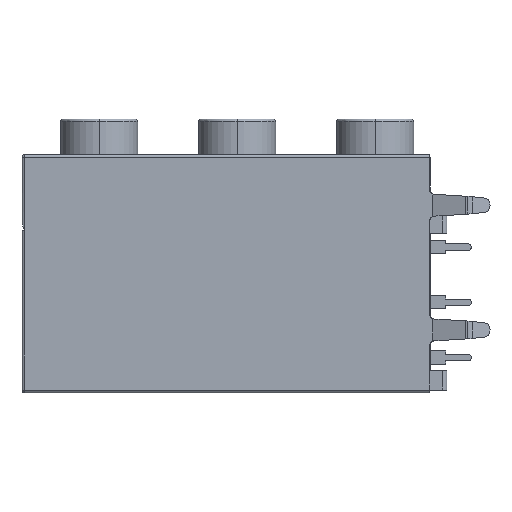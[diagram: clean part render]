
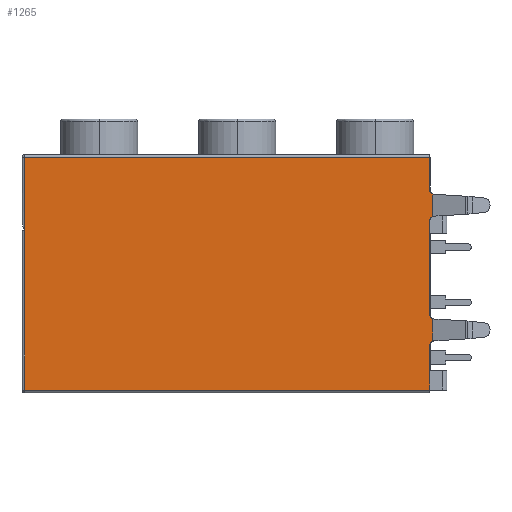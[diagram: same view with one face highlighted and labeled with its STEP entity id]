
A CAD part, left-side view. The second image highlights one B-rep face of the part: STEP entity #1265.
In plain terms, the highlighted planar face has unit normal (-1, 0, 0).
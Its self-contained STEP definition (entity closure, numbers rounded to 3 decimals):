
#31 = ORIENTED_EDGE ( 'NONE', *, *, #1121, .T. ) ;
#66 = CARTESIAN_POINT ( 'NONE',  ( -6.3, 38.5, -21.35 ) ) ;
#67 = VERTEX_POINT ( 'NONE', #2602 ) ;
#299 = CARTESIAN_POINT ( 'NONE',  ( -6.3, 38.5, -0.25 ) ) ;
#380 = CARTESIAN_POINT ( 'NONE',  ( -6.3, 1.456, -16.982 ) ) ;
#441 = CARTESIAN_POINT ( 'NONE',  ( -6.3, 1.3, -16.919 ) ) ;
#469 = CARTESIAN_POINT ( 'NONE',  ( -6.3, 1.55, -21.6 ) ) ;
#550 = CARTESIAN_POINT ( 'NONE',  ( -6.3, 1.3, -16.919 ) ) ;
#599 = CARTESIAN_POINT ( 'NONE',  ( -6.3, 38.25, -21.6 ) ) ;
#656 =( BOUNDED_CURVE ( )  B_SPLINE_CURVE ( 3, ( #4580, #6489, #380, #550 ),
 .UNSPECIFIED., .F., .T. ) 
 B_SPLINE_CURVE_WITH_KNOTS ( ( 4, 4 ),
 ( 1.571, 2.757 ),
 .UNSPECIFIED. ) 
 CURVE ( )  GEOMETRIC_REPRESENTATION_ITEM ( )  RATIONAL_B_SPLINE_CURVE ( ( 1., 0.886, 0.886, 1. ) ) 
 REPRESENTATION_ITEM ( '' )  );
#739 = PLANE ( 'NONE',  #2956 ) ;
#1086 = CARTESIAN_POINT ( 'NONE',  ( -6.3, 1.55, -14.51 ) ) ;
#1121 = EDGE_CURVE ( 'NONE', #1840, #1823, #5663, .T. ) ;
#1179 = VERTEX_POINT ( 'NONE', #6444 ) ;
#1265 = ADVANCED_FACE ( 'NONE', ( #1793 ), #739, .T. ) ;
#1318 = CARTESIAN_POINT ( 'NONE',  ( -6.3, 1.3, -5.619 ) ) ;
#1490 =( BOUNDED_CURVE ( )  B_SPLINE_CURVE ( 3, ( #7066, #6068, #9466, #2792 ),
 .UNSPECIFIED., .F., .T. ) 
 B_SPLINE_CURVE_WITH_KNOTS ( ( 4, 4 ),
 ( 1.571, 2.757 ),
 .UNSPECIFIED. ) 
 CURVE ( )  GEOMETRIC_REPRESENTATION_ITEM ( )  RATIONAL_B_SPLINE_CURVE ( ( 1., 0.886, 0.886, 1. ) ) 
 REPRESENTATION_ITEM ( '' )  );
#1499 = VERTEX_POINT ( 'NONE', #6090 ) ;
#1506 = CARTESIAN_POINT ( 'NONE',  ( -6.3, 1.55, -14.51 ) ) ;
#1605 = ORIENTED_EDGE ( 'NONE', *, *, #7611, .T. ) ;
#1628 = LINE ( 'NONE', #66, #10770 ) ;
#1793 = FACE_OUTER_BOUND ( 'NONE', #3011, .T. ) ;
#1823 = VERTEX_POINT ( 'NONE', #8787 ) ;
#1840 = VERTEX_POINT ( 'NONE', #1985 ) ;
#1849 = ORIENTED_EDGE ( 'NONE', *, *, #11048, .T. ) ;
#1914 = ORIENTED_EDGE ( 'NONE', *, *, #3411, .T. ) ;
#1923 = VECTOR ( 'NONE', #6743, 1000. ) ;
#1985 = CARTESIAN_POINT ( 'NONE',  ( -6.3, 38.25, -0.25 ) ) ;
#2214 = DIRECTION ( 'NONE',  ( 0., 0., -1. ) ) ;
#2458 = CARTESIAN_POINT ( 'NONE',  ( -6.3, 1.55, -5.99 ) ) ;
#2550 = ORIENTED_EDGE ( 'NONE', *, *, #6745, .T. ) ;
#2602 = CARTESIAN_POINT ( 'NONE',  ( -6.3, 1.3, -14.881 ) ) ;
#2675 = ORIENTED_EDGE ( 'NONE', *, *, #5406, .T. ) ;
#2792 = CARTESIAN_POINT ( 'NONE',  ( -6.3, 1.3, -5.619 ) ) ;
#2805 = EDGE_CURVE ( 'NONE', #1179, #1840, #7984, .T. ) ;
#2845 = ORIENTED_EDGE ( 'NONE', *, *, #9740, .T. ) ;
#2863 = VERTEX_POINT ( 'NONE', #2458 ) ;
#2956 = AXIS2_PLACEMENT_3D ( 'NONE', #6792, #9410, #6015 ) ;
#3011 = EDGE_LOOP ( 'NONE', ( #10244, #10701, #31, #10194, #2675, #6804, #1605, #1849, #5282, #2845, #8436, #1914, #2550 ) ) ;
#3411 = EDGE_CURVE ( 'NONE', #6659, #6435, #5010, .T. ) ;
#3477 = VERTEX_POINT ( 'NONE', #5835 ) ;
#3888 = DIRECTION ( 'NONE',  ( 0., 0., 1. ) ) ;
#3994 = DIRECTION ( 'NONE',  ( 0., 0., 1. ) ) ;
#4176 = CARTESIAN_POINT ( 'NONE',  ( -6.3, 1.55, -3.21 ) ) ;
#4580 = CARTESIAN_POINT ( 'NONE',  ( -6.3, 1.55, -17.29 ) ) ;
#4619 = VECTOR ( 'NONE', #3994, 1000. ) ;
#4702 = LINE ( 'NONE', #5493, #8639 ) ;
#4705 = EDGE_CURVE ( 'NONE', #2863, #6659, #1490, .T. ) ;
#4891 =( BOUNDED_CURVE ( )  B_SPLINE_CURVE ( 3, ( #9646, #7150, #7042, #1086 ),
 .UNSPECIFIED., .F., .T. ) 
 B_SPLINE_CURVE_WITH_KNOTS ( ( 4, 4 ),
 ( 3.526, 4.712 ),
 .UNSPECIFIED. ) 
 CURVE ( )  GEOMETRIC_REPRESENTATION_ITEM ( )  RATIONAL_B_SPLINE_CURVE ( ( 1., 0.886, 0.886, 1. ) ) 
 REPRESENTATION_ITEM ( '' )  );
#4907 = LINE ( 'NONE', #7522, #4619 ) ;
#5010 = LINE ( 'NONE', #8392, #6409 ) ;
#5282 = ORIENTED_EDGE ( 'NONE', *, *, #6460, .T. ) ;
#5332 = VECTOR ( 'NONE', #6302, 1000. ) ;
#5406 = EDGE_CURVE ( 'NONE', #8520, #7498, #1628, .T. ) ;
#5423 = CARTESIAN_POINT ( 'NONE',  ( -6.3, 1.3, -3.581 ) ) ;
#5493 = CARTESIAN_POINT ( 'NONE',  ( -6.3, 38.25, -21.6 ) ) ;
#5525 = DIRECTION ( 'NONE',  ( 0., 0., 1. ) ) ;
#5663 = LINE ( 'NONE', #599, #9405 ) ;
#5835 = CARTESIAN_POINT ( 'NONE',  ( -6.3, 1.55, -17.29 ) ) ;
#5965 = LINE ( 'NONE', #8366, #1923 ) ;
#6015 = DIRECTION ( 'NONE',  ( 0., -1., 0. ) ) ;
#6068 = CARTESIAN_POINT ( 'NONE',  ( -6.3, 1.55, -5.822 ) ) ;
#6090 = CARTESIAN_POINT ( 'NONE',  ( -6.3, 1.55, -3.21 ) ) ;
#6302 = DIRECTION ( 'NONE',  ( 0., 1., 0. ) ) ;
#6409 = VECTOR ( 'NONE', #5525, 1000. ) ;
#6435 = VERTEX_POINT ( 'NONE', #5423 ) ;
#6444 = CARTESIAN_POINT ( 'NONE',  ( -6.3, 1.55, -0.25 ) ) ;
#6460 = EDGE_CURVE ( 'NONE', #67, #8395, #4891, .T. ) ;
#6489 = CARTESIAN_POINT ( 'NONE',  ( -6.3, 1.55, -17.122 ) ) ;
#6659 = VERTEX_POINT ( 'NONE', #1318 ) ;
#6743 = DIRECTION ( 'NONE',  ( 0., 0., 1. ) ) ;
#6745 = EDGE_CURVE ( 'NONE', #6435, #1499, #9442, .T. ) ;
#6792 = CARTESIAN_POINT ( 'NONE',  ( -6.3, 38.5, -21.6 ) ) ;
#6804 = ORIENTED_EDGE ( 'NONE', *, *, #10348, .T. ) ;
#6824 = CARTESIAN_POINT ( 'NONE',  ( -6.3, 1.55, -21.35 ) ) ;
#7042 = CARTESIAN_POINT ( 'NONE',  ( -6.3, 1.55, -14.678 ) ) ;
#7066 = CARTESIAN_POINT ( 'NONE',  ( -6.3, 1.55, -5.99 ) ) ;
#7150 = CARTESIAN_POINT ( 'NONE',  ( -6.3, 1.456, -14.818 ) ) ;
#7364 = LINE ( 'NONE', #469, #9921 ) ;
#7498 = VERTEX_POINT ( 'NONE', #6824 ) ;
#7522 = CARTESIAN_POINT ( 'NONE',  ( -6.3, 1.55, -21.6 ) ) ;
#7611 = EDGE_CURVE ( 'NONE', #3477, #9459, #656, .T. ) ;
#7646 = VECTOR ( 'NONE', #10594, 1000. ) ;
#7984 = LINE ( 'NONE', #299, #5332 ) ;
#8077 = EDGE_CURVE ( 'NONE', #1499, #1179, #7364, .T. ) ;
#8366 = CARTESIAN_POINT ( 'NONE',  ( -6.3, 1.3, -21.6 ) ) ;
#8392 = CARTESIAN_POINT ( 'NONE',  ( -6.3, 1.3, -21.6 ) ) ;
#8395 = VERTEX_POINT ( 'NONE', #1506 ) ;
#8436 = ORIENTED_EDGE ( 'NONE', *, *, #4705, .T. ) ;
#8476 = CARTESIAN_POINT ( 'NONE',  ( -6.3, 1.3, -3.581 ) ) ;
#8517 = DIRECTION ( 'NONE',  ( 0., -1., 0. ) ) ;
#8520 = VERTEX_POINT ( 'NONE', #10893 ) ;
#8523 = CARTESIAN_POINT ( 'NONE',  ( -6.3, 1.456, -3.518 ) ) ;
#8582 = CARTESIAN_POINT ( 'NONE',  ( -6.3, 1.55, -3.378 ) ) ;
#8639 = VECTOR ( 'NONE', #2214, 1000. ) ;
#8677 = EDGE_CURVE ( 'NONE', #1823, #8520, #4702, .T. ) ;
#8787 = CARTESIAN_POINT ( 'NONE',  ( -6.3, 38.25, -6.9 ) ) ;
#8852 = LINE ( 'NONE', #8916, #7646 ) ;
#8916 = CARTESIAN_POINT ( 'NONE',  ( -6.3, 1.55, -21.6 ) ) ;
#9405 = VECTOR ( 'NONE', #10771, 1000. ) ;
#9410 = DIRECTION ( 'NONE',  ( -1., 0., 0. ) ) ;
#9442 =( BOUNDED_CURVE ( )  B_SPLINE_CURVE ( 3, ( #8476, #8523, #8582, #4176 ),
 .UNSPECIFIED., .F., .T. ) 
 B_SPLINE_CURVE_WITH_KNOTS ( ( 4, 4 ),
 ( 3.526, 4.712 ),
 .UNSPECIFIED. ) 
 CURVE ( )  GEOMETRIC_REPRESENTATION_ITEM ( )  RATIONAL_B_SPLINE_CURVE ( ( 1., 0.886, 0.886, 1. ) ) 
 REPRESENTATION_ITEM ( '' )  );
#9459 = VERTEX_POINT ( 'NONE', #441 ) ;
#9466 = CARTESIAN_POINT ( 'NONE',  ( -6.3, 1.456, -5.682 ) ) ;
#9646 = CARTESIAN_POINT ( 'NONE',  ( -6.3, 1.3, -14.881 ) ) ;
#9740 = EDGE_CURVE ( 'NONE', #8395, #2863, #8852, .T. ) ;
#9921 = VECTOR ( 'NONE', #3888, 1000. ) ;
#10194 = ORIENTED_EDGE ( 'NONE', *, *, #8677, .T. ) ;
#10244 = ORIENTED_EDGE ( 'NONE', *, *, #8077, .T. ) ;
#10348 = EDGE_CURVE ( 'NONE', #7498, #3477, #4907, .T. ) ;
#10594 = DIRECTION ( 'NONE',  ( 0., 0., 1. ) ) ;
#10701 = ORIENTED_EDGE ( 'NONE', *, *, #2805, .T. ) ;
#10770 = VECTOR ( 'NONE', #8517, 1000. ) ;
#10771 = DIRECTION ( 'NONE',  ( 0., 0., -1. ) ) ;
#10893 = CARTESIAN_POINT ( 'NONE',  ( -6.3, 38.25, -21.35 ) ) ;
#11048 = EDGE_CURVE ( 'NONE', #9459, #67, #5965, .T. ) ;
